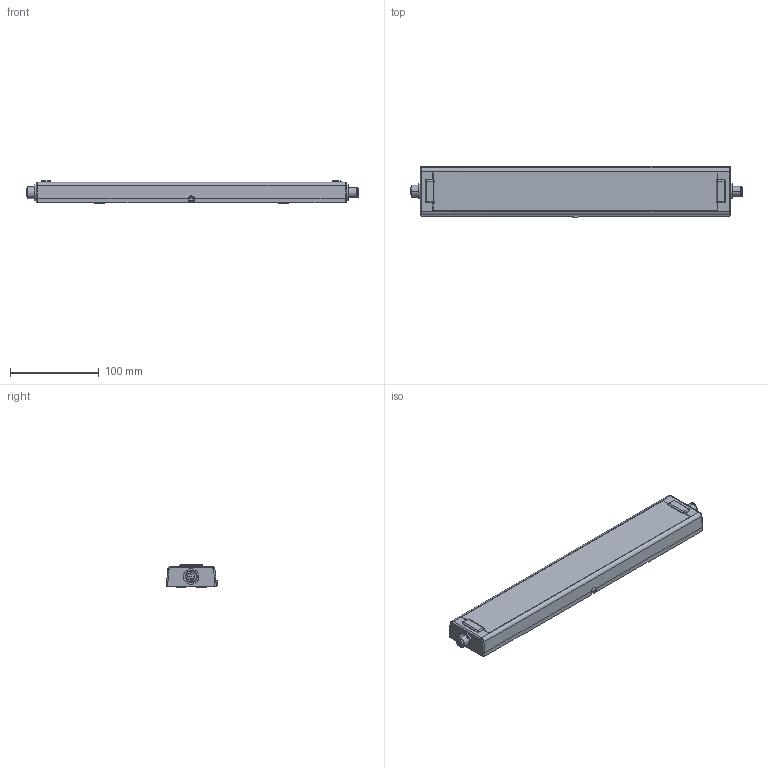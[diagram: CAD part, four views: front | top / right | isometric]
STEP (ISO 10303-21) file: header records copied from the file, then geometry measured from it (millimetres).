
FILE_DESCRIPTION (( 'STEP AP214' ), '1' );
FILE_NAME ('CLK3CL-24AG-CD.step', '2019-03-26T15:47:51', ( '' ), ( '' ), 'SwSTEP 2.0', 'SolidWorks 2018', '' );
FILE_SCHEMA (( 'AUTOMOTIVE_DESIGN' ));
Length unit declared in the file: millimetre
Products named in the file (1): CLK3CL-24AG-CD
Bounding box: 374.55 x 57.6 x 25.7 mm (x, y, z)
Volume: 320662.9 mm3; surface area: 96138.9 mm2
Topology: 5 solids, 5 shells, 357 faces, 902 edges, 579 vertices
Faces by surface type: plane 154, cylinder 139, bspline 44, cone 12, sphere 8
Entity records: 13959 total; most frequent: CARTESIAN_POINT 3343, ORIENTED_EDGE 1760, DIRECTION 1722, EDGE_CURVE 880, AXIS2_PLACEMENT_3D 623, VERTEX_POINT 571, LINE 476, VECTOR 476
